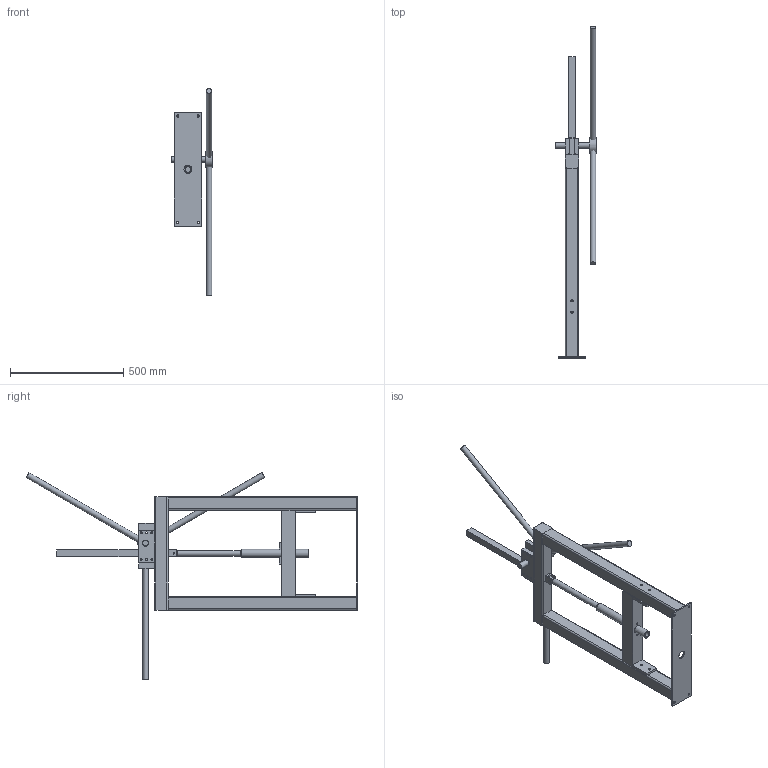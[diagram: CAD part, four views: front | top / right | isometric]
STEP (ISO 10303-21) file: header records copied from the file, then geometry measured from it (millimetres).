
FILE_DESCRIPTION(/* description */ (''),/* implementation_level */ '2;1');
FILE_NAME(/* name */ 'elena2.step',/* time_stamp */ '2020-02-04T10:55:49+01:00',/* author */ (''),/* organization */ (''),/* preprocessor_version */ 'ST-DEVELOPER v18',/* originating_system */ 'Autodesk Translation Framework v8.12.0.6',/* authorisation */ '');
FILE_SCHEMA (('AUTOMOTIVE_DESIGN { 1 0 10303 214 3 1 1 }'));
Length unit declared in the file: millimetre
Products named in the file (8): mold press; arbor-press; gear-brackets; gear-bracket-down; gear-brack-up; spurgear; Spur Gear (22 teeth); frame
Assembly tree (7 placements, depth 5):
  mold press
    arbor-press
      gear-brackets
        gear-bracket-down
        gear-brack-up
        spurgear
          Spur Gear (22 teeth)
      frame
Bounding box: 180 x 1461.7 x 910.83 mm (x, y, z)
Volume: 11792196.2 mm3; surface area: 1242886.1 mm2
Topology: 25 solids, 25 shells, 392 faces, 1055 edges, 716 vertices
Faces by surface type: plane 182, cylinder 166, bspline 44
Full cylindrical faces by diameter (mm): 6 x2, 6.5 x5, 8 x18, 10 x12, 20.3 x1, 21 x1, 25 x6, 26 x4, 30 x5, 35 x3, 70 x1
Entity records: 25487 total; most frequent: CARTESIAN_POINT 15262, ORIENTED_EDGE 2110, DIRECTION 2061, EDGE_CURVE 1055, AXIS2_PLACEMENT_3D 735, VERTEX_POINT 716, LINE 591, VECTOR 591
